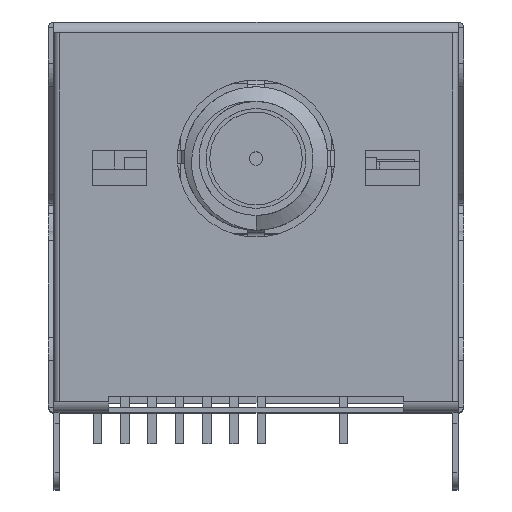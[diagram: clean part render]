
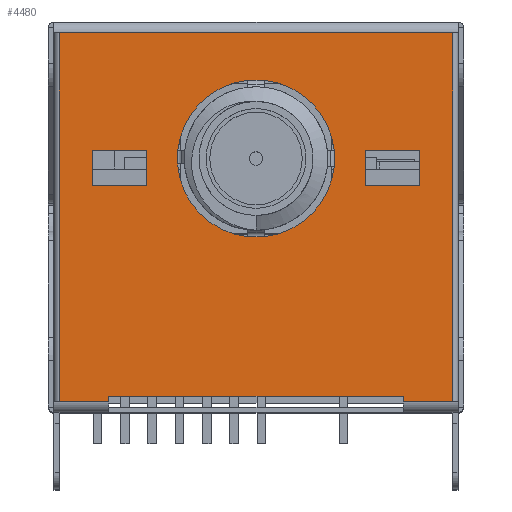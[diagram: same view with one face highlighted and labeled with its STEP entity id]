
A CAD part, top view. The second image highlights one B-rep face of the part: STEP entity #4480.
In plain terms, the highlighted planar face has unit normal (0, 0, 1).
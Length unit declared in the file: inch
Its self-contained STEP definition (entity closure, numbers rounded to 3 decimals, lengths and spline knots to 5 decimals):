
#1=DIRECTION('',(1.,0.,0.));
#2=VECTOR('',#1,0.54);
#3=CARTESIAN_POINT('',(-0.64,-0.685,0.));
#4=LINE('',#3,#2);
#5=DIRECTION('',(0.,1.,0.));
#6=VECTOR('',#5,0.01);
#7=CARTESIAN_POINT('',(-0.64,-0.695,0.));
#8=LINE('',#7,#6);
#9=DIRECTION('',(0.,1.,0.));
#10=VECTOR('',#9,0.01);
#11=CARTESIAN_POINT('',(-0.1,-0.695,0.));
#12=LINE('',#11,#10);
#13=DIRECTION('',(1.,0.,0.));
#14=VECTOR('',#13,0.03);
#15=CARTESIAN_POINT('',(-0.385,-0.39322,0.));
#16=LINE('',#15,#14);
#17=CARTESIAN_POINT('',(-0.37,-0.25,0.));
#18=DIRECTION('',(0.,0.,1.));
#19=DIRECTION('',(0.104,-0.995,0.));
#20=AXIS2_PLACEMENT_3D('',#17,#18,#19);
#22=DIRECTION('',(0.,1.,0.));
#23=VECTOR('',#22,0.03);
#24=CARTESIAN_POINT('',(-0.22678,-0.265,0.));
#25=LINE('',#24,#23);
#26=CARTESIAN_POINT('',(-0.37,-0.25,0.));
#27=DIRECTION('',(0.,0.,1.));
#28=DIRECTION('',(0.995,0.104,0.));
#29=AXIS2_PLACEMENT_3D('',#26,#27,#28);
#31=DIRECTION('',(1.,0.,0.));
#32=VECTOR('',#31,0.03);
#33=CARTESIAN_POINT('',(-0.385,-0.10678,0.));
#34=LINE('',#33,#32);
#35=CARTESIAN_POINT('',(-0.37,-0.25,0.));
#36=DIRECTION('',(0.,0.,1.));
#37=DIRECTION('',(-0.104,0.995,0.));
#38=AXIS2_PLACEMENT_3D('',#35,#36,#37);
#40=DIRECTION('',(0.,1.,0.));
#41=VECTOR('',#40,0.025);
#42=CARTESIAN_POINT('',(-0.51322,-0.26,0.));
#43=LINE('',#42,#41);
#44=DIRECTION('',(1.,0.,0.));
#45=VECTOR('',#44,0.00044);
#46=CARTESIAN_POINT('',(-0.51365,-0.26,0.));
#47=LINE('',#46,#45);
#48=CARTESIAN_POINT('',(-0.37,-0.25,0.));
#49=DIRECTION('',(0.,0.,1.));
#50=DIRECTION('',(-0.998,-0.069,0.));
#51=AXIS2_PLACEMENT_3D('',#48,#49,#50);
#53=DIRECTION('',(-1.,0.,0.));
#54=VECTOR('',#53,0.1);
#55=CARTESIAN_POINT('',(-0.07,-0.3,0.));
#56=LINE('',#55,#54);
#57=DIRECTION('',(0.,-1.,0.));
#58=VECTOR('',#57,0.065);
#59=CARTESIAN_POINT('',(-0.07,-0.235,0.));
#60=LINE('',#59,#58);
#61=DIRECTION('',(1.,0.,0.));
#62=VECTOR('',#61,0.1);
#63=CARTESIAN_POINT('',(-0.17,-0.235,0.));
#64=LINE('',#63,#62);
#65=DIRECTION('',(0.,1.,0.));
#66=VECTOR('',#65,0.065);
#67=CARTESIAN_POINT('',(-0.17,-0.3,0.));
#68=LINE('',#67,#66);
#69=DIRECTION('',(-1.,0.,0.));
#70=VECTOR('',#69,0.1);
#71=CARTESIAN_POINT('',(-0.57,-0.3,0.));
#72=LINE('',#71,#70);
#73=DIRECTION('',(0.,-1.,0.));
#74=VECTOR('',#73,0.065);
#75=CARTESIAN_POINT('',(-0.57,-0.235,0.));
#76=LINE('',#75,#74);
#77=DIRECTION('',(1.,0.,0.));
#78=VECTOR('',#77,0.1);
#79=CARTESIAN_POINT('',(-0.67,-0.235,0.));
#80=LINE('',#79,#78);
#81=DIRECTION('',(0.,1.,0.));
#82=VECTOR('',#81,0.065);
#83=CARTESIAN_POINT('',(-0.67,-0.3,0.));
#84=LINE('',#83,#82);
#102=DIRECTION('',(-1.,0.,0.));
#103=VECTOR('',#102,0.09);
#104=CARTESIAN_POINT('',(-0.01,-0.695,0.));
#105=LINE('',#104,#103);
#137=DIRECTION('',(-1.,0.,0.));
#138=VECTOR('',#137,0.09);
#139=CARTESIAN_POINT('',(-0.64,-0.695,0.));
#140=LINE('',#139,#138);
#158=DIRECTION('',(0.,-1.,0.));
#159=VECTOR('',#158,0.675);
#160=CARTESIAN_POINT('',(-0.01,-0.02,0.));
#161=LINE('',#160,#159);
#634=DIRECTION('',(-1.,0.,0.));
#635=VECTOR('',#634,0.72);
#636=CARTESIAN_POINT('',(-0.01,-0.02,0.));
#637=LINE('',#636,#635);
#1148=DIRECTION('',(0.,1.,0.));
#1149=VECTOR('',#1148,0.675);
#1150=CARTESIAN_POINT('',(-0.73,-0.695,0.));
#1151=LINE('',#1150,#1149);
#3445=CARTESIAN_POINT('',(-0.01,-0.02,0.));
#3446=VERTEX_POINT('',#3445);
#3453=CARTESIAN_POINT('',(-0.01,-0.695,0.));
#3454=VERTEX_POINT('',#3453);
#3457=CARTESIAN_POINT('',(-0.73,-0.02,0.));
#3458=VERTEX_POINT('',#3457);
#3465=CARTESIAN_POINT('',(-0.73,-0.695,0.));
#3466=VERTEX_POINT('',#3465);
#3849=CARTESIAN_POINT('',(-0.51365,-0.26,0.));
#3851=VERTEX_POINT('',#3849);
#4097=CARTESIAN_POINT('',(-0.64,-0.685,0.));
#4098=CARTESIAN_POINT('',(-0.1,-0.685,0.));
#4099=VERTEX_POINT('',#4097);
#4100=VERTEX_POINT('',#4098);
#4101=CARTESIAN_POINT('',(-0.1,-0.695,0.));
#4102=VERTEX_POINT('',#4101);
#4103=CARTESIAN_POINT('',(-0.64,-0.695,0.));
#4104=VERTEX_POINT('',#4103);
#4173=CARTESIAN_POINT('',(-0.22678,-0.235,0.));
#4174=VERTEX_POINT('',#4173);
#4175=CARTESIAN_POINT('',(-0.22678,-0.265,0.));
#4176=VERTEX_POINT('',#4175);
#4177=CARTESIAN_POINT('',(-0.355,-0.10678,0.));
#4178=VERTEX_POINT('',#4177);
#4191=CARTESIAN_POINT('',(-0.385,-0.10678,0.));
#4192=VERTEX_POINT('',#4191);
#4193=CARTESIAN_POINT('',(-0.51322,-0.26,0.));
#4194=VERTEX_POINT('',#4193);
#4197=CARTESIAN_POINT('',(-0.51322,-0.235,0.));
#4198=VERTEX_POINT('',#4197);
#4209=CARTESIAN_POINT('',(-0.385,-0.39322,0.));
#4210=VERTEX_POINT('',#4209);
#4213=CARTESIAN_POINT('',(-0.355,-0.39322,0.));
#4214=VERTEX_POINT('',#4213);
#4225=CARTESIAN_POINT('',(-0.07,-0.3,0.));
#4226=CARTESIAN_POINT('',(-0.17,-0.3,0.));
#4227=VERTEX_POINT('',#4225);
#4228=VERTEX_POINT('',#4226);
#4229=CARTESIAN_POINT('',(-0.17,-0.235,0.));
#4230=VERTEX_POINT('',#4229);
#4231=CARTESIAN_POINT('',(-0.07,-0.235,0.));
#4232=VERTEX_POINT('',#4231);
#4233=CARTESIAN_POINT('',(-0.57,-0.3,0.));
#4234=CARTESIAN_POINT('',(-0.67,-0.3,0.));
#4235=VERTEX_POINT('',#4233);
#4236=VERTEX_POINT('',#4234);
#4237=CARTESIAN_POINT('',(-0.67,-0.235,0.));
#4238=VERTEX_POINT('',#4237);
#4239=CARTESIAN_POINT('',(-0.57,-0.235,0.));
#4240=VERTEX_POINT('',#4239);
#4417=CARTESIAN_POINT('',(0.,0.,0.));
#4418=DIRECTION('',(0.,0.,1.));
#4419=DIRECTION('',(1.,0.,0.));
#4420=AXIS2_PLACEMENT_3D('',#4417,#4418,#4419);
#4421=PLANE('',#4420);
#4423=ORIENTED_EDGE('',*,*,#4422,.F.);
#4425=ORIENTED_EDGE('',*,*,#4424,.F.);
#4427=ORIENTED_EDGE('',*,*,#4426,.T.);
#4429=ORIENTED_EDGE('',*,*,#4428,.T.);
#4431=ORIENTED_EDGE('',*,*,#4430,.F.);
#4433=ORIENTED_EDGE('',*,*,#4432,.T.);
#4435=ORIENTED_EDGE('',*,*,#4434,.T.);
#4437=ORIENTED_EDGE('',*,*,#4436,.T.);
#4438=EDGE_LOOP('',(#4423,#4425,#4427,#4429,#4431,#4433,#4435,#4437));
#4439=FACE_OUTER_BOUND('',#4438,.F.);
#4441=ORIENTED_EDGE('',*,*,#4440,.T.);
#4443=ORIENTED_EDGE('',*,*,#4442,.T.);
#4445=ORIENTED_EDGE('',*,*,#4444,.T.);
#4447=ORIENTED_EDGE('',*,*,#4446,.T.);
#4449=ORIENTED_EDGE('',*,*,#4448,.F.);
#4451=ORIENTED_EDGE('',*,*,#4450,.T.);
#4453=ORIENTED_EDGE('',*,*,#4452,.F.);
#4455=ORIENTED_EDGE('',*,*,#4454,.F.);
#4457=ORIENTED_EDGE('',*,*,#4456,.T.);
#4458=EDGE_LOOP('',(#4441,#4443,#4445,#4447,#4449,#4451,#4453,#4455,#4457));
#4459=FACE_BOUND('',#4458,.F.);
#4461=ORIENTED_EDGE('',*,*,#4460,.F.);
#4463=ORIENTED_EDGE('',*,*,#4462,.F.);
#4465=ORIENTED_EDGE('',*,*,#4464,.F.);
#4467=ORIENTED_EDGE('',*,*,#4466,.F.);
#4468=EDGE_LOOP('',(#4461,#4463,#4465,#4467));
#4469=FACE_BOUND('',#4468,.F.);
#4471=ORIENTED_EDGE('',*,*,#4470,.F.);
#4473=ORIENTED_EDGE('',*,*,#4472,.F.);
#4475=ORIENTED_EDGE('',*,*,#4474,.F.);
#4477=ORIENTED_EDGE('',*,*,#4476,.F.);
#4478=EDGE_LOOP('',(#4471,#4473,#4475,#4477));
#4479=FACE_BOUND('',#4478,.F.);
#21=CIRCLE('',#20,0.144);
#30=CIRCLE('',#29,0.144);
#39=CIRCLE('',#38,0.144);
#52=CIRCLE('',#51,0.144);
#4422=EDGE_CURVE('',#4099,#4100,#4,.T.);
#4424=EDGE_CURVE('',#4104,#4099,#8,.T.);
#4426=EDGE_CURVE('',#4104,#3466,#140,.T.);
#4428=EDGE_CURVE('',#3466,#3458,#1151,.T.);
#4430=EDGE_CURVE('',#3446,#3458,#637,.T.);
#4432=EDGE_CURVE('',#3446,#3454,#161,.T.);
#4434=EDGE_CURVE('',#3454,#4102,#105,.T.);
#4436=EDGE_CURVE('',#4102,#4100,#12,.T.);
#4440=EDGE_CURVE('',#4210,#4214,#16,.T.);
#4442=EDGE_CURVE('',#4214,#4176,#21,.T.);
#4444=EDGE_CURVE('',#4176,#4174,#25,.T.);
#4446=EDGE_CURVE('',#4174,#4178,#30,.T.);
#4448=EDGE_CURVE('',#4192,#4178,#34,.T.);
#4450=EDGE_CURVE('',#4192,#4198,#39,.T.);
#4452=EDGE_CURVE('',#4194,#4198,#43,.T.);
#4454=EDGE_CURVE('',#3851,#4194,#47,.T.);
#4456=EDGE_CURVE('',#3851,#4210,#52,.T.);
#4460=EDGE_CURVE('',#4227,#4228,#56,.T.);
#4462=EDGE_CURVE('',#4232,#4227,#60,.T.);
#4464=EDGE_CURVE('',#4230,#4232,#64,.T.);
#4466=EDGE_CURVE('',#4228,#4230,#68,.T.);
#4470=EDGE_CURVE('',#4235,#4236,#72,.T.);
#4472=EDGE_CURVE('',#4240,#4235,#76,.T.);
#4474=EDGE_CURVE('',#4238,#4240,#80,.T.);
#4476=EDGE_CURVE('',#4236,#4238,#84,.T.);
#4480=ADVANCED_FACE('',(#4439,#4459,#4469,#4479),#4421,.T.);
